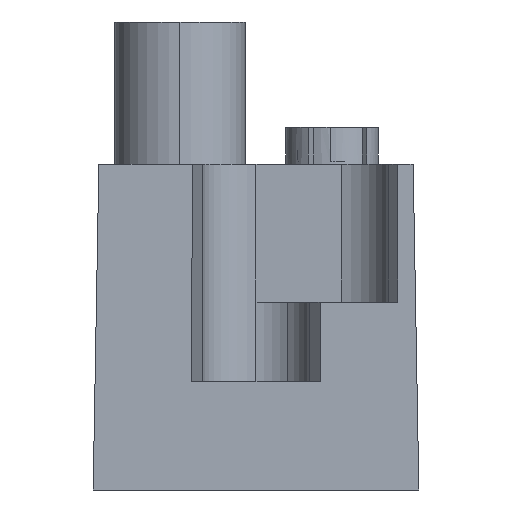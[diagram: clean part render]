
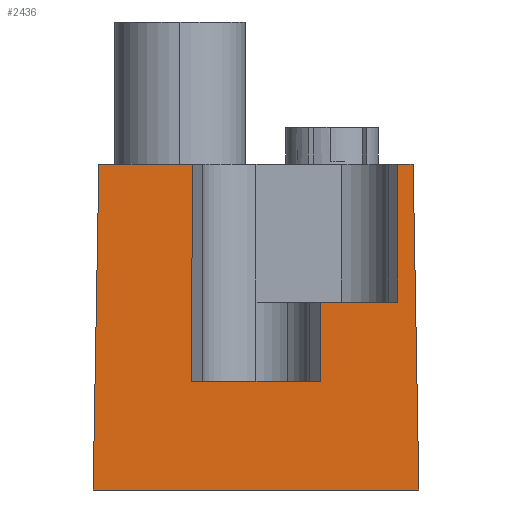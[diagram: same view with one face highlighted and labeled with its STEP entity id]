
A CAD part, front view. The second image highlights one B-rep face of the part: STEP entity #2436.
In plain terms, the highlighted planar face has unit normal (0, -1, 0.018).
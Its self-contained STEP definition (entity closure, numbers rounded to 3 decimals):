
#2377=AXIS2_PLACEMENT_3D('Plane Axis2P3D',#2374,#2375,#2376) ;
#1156=CARTESIAN_POINT('Vertex',(0.524,0.524,30.)) ;
#1161=CARTESIAN_POINT('Line Origine',(4.827,0.524,30.)) ;
#1165=CARTESIAN_POINT('Vertex',(9.129,0.524,30.)) ;
#1207=CARTESIAN_POINT('Vertex',(28.005,0.524,30.)) ;
#1210=CARTESIAN_POINT('Line Origine',(28.738,0.524,30.)) ;
#1214=CARTESIAN_POINT('Vertex',(29.47,0.524,30.)) ;
#2358=CARTESIAN_POINT('Vertex',(0.,0.,0.)) ;
#2361=CARTESIAN_POINT('Line Origine',(0.262,0.262,15.)) ;
#2374=CARTESIAN_POINT('Axis2P3D Location',(0.,0.524,30.)) ;
#2379=CARTESIAN_POINT('Line Origine',(14.997,0.,0.)) ;
#2383=CARTESIAN_POINT('Vertex',(29.994,0.,0.)) ;
#2386=CARTESIAN_POINT('Line Origine',(29.732,0.262,15.)) ;
#2391=CARTESIAN_POINT('Line Origine',(28.023,0.413,23.65)) ;
#2395=CARTESIAN_POINT('Vertex',(28.041,0.302,17.3)) ;
#2398=CARTESIAN_POINT('Line Origine',(24.472,0.302,17.3)) ;
#2402=CARTESIAN_POINT('Vertex',(20.903,0.302,17.3)) ;
#2405=CARTESIAN_POINT('Line Origine',(20.914,0.238,13.65)) ;
#2409=CARTESIAN_POINT('Vertex',(20.925,0.175,10.)) ;
#2412=CARTESIAN_POINT('Line Origine',(14.996,0.175,10.)) ;
#2416=CARTESIAN_POINT('Vertex',(9.068,0.175,10.)) ;
#2419=CARTESIAN_POINT('Line Origine',(9.099,0.349,20.)) ;
#1162=DIRECTION('Vector Direction',(-1.,0.,0.)) ;
#1211=DIRECTION('Vector Direction',(-1.,0.,0.)) ;
#2362=DIRECTION('Vector Direction',(0.017,0.017,1.)) ;
#2375=DIRECTION('Axis2P3D Direction',(0.,-1.,0.017)) ;
#2376=DIRECTION('Axis2P3D XDirection',(0.,-0.017,-1.)) ;
#2380=DIRECTION('Vector Direction',(1.,0.,0.)) ;
#2387=DIRECTION('Vector Direction',(-0.017,0.017,1.)) ;
#2392=DIRECTION('Vector Direction',(0.003,-0.017,-1.)) ;
#2399=DIRECTION('Vector Direction',(1.,0.,0.)) ;
#2406=DIRECTION('Vector Direction',(-0.003,0.017,1.)) ;
#2413=DIRECTION('Vector Direction',(1.,0.,0.)) ;
#2420=DIRECTION('Vector Direction',(-0.003,-0.017,-1.)) ;
#1163=VECTOR('Line Direction',#1162,1.) ;
#1212=VECTOR('Line Direction',#1211,1.) ;
#2363=VECTOR('Line Direction',#2362,1.) ;
#2381=VECTOR('Line Direction',#2380,1.) ;
#2388=VECTOR('Line Direction',#2387,1.) ;
#2393=VECTOR('Line Direction',#2392,1.) ;
#2400=VECTOR('Line Direction',#2399,1.) ;
#2407=VECTOR('Line Direction',#2406,1.) ;
#2414=VECTOR('Line Direction',#2413,1.) ;
#2421=VECTOR('Line Direction',#2420,1.) ;
#2425=ORIENTED_EDGE('',*,*,#2365,.F.) ;
#2426=ORIENTED_EDGE('',*,*,#2385,.T.) ;
#2427=ORIENTED_EDGE('',*,*,#2390,.T.) ;
#2428=ORIENTED_EDGE('',*,*,#1216,.T.) ;
#2429=ORIENTED_EDGE('',*,*,#2397,.T.) ;
#2430=ORIENTED_EDGE('',*,*,#2404,.F.) ;
#2431=ORIENTED_EDGE('',*,*,#2411,.F.) ;
#2432=ORIENTED_EDGE('',*,*,#2418,.F.) ;
#2433=ORIENTED_EDGE('',*,*,#2423,.F.) ;
#2434=ORIENTED_EDGE('',*,*,#1167,.T.) ;
#2436=ADVANCED_FACE('UR67',(#2435),#2378,.T.) ;
#1167=EDGE_CURVE('',#1166,#1157,#1164,.T.) ;
#1216=EDGE_CURVE('',#1215,#1208,#1213,.T.) ;
#2365=EDGE_CURVE('',#2359,#1157,#2364,.T.) ;
#2385=EDGE_CURVE('',#2359,#2384,#2382,.T.) ;
#2390=EDGE_CURVE('',#2384,#1215,#2389,.T.) ;
#2397=EDGE_CURVE('',#1208,#2396,#2394,.T.) ;
#2404=EDGE_CURVE('',#2403,#2396,#2401,.T.) ;
#2411=EDGE_CURVE('',#2410,#2403,#2408,.T.) ;
#2418=EDGE_CURVE('',#2417,#2410,#2415,.T.) ;
#2423=EDGE_CURVE('',#1166,#2417,#2422,.T.) ;
#2424=EDGE_LOOP('',(#2425,#2426,#2427,#2428,#2429,#2430,#2431,#2432,#2433,#2434)) ;
#2435=FACE_OUTER_BOUND('',#2424,.T.) ;
#1164=LINE('Line',#1161,#1163) ;
#1213=LINE('Line',#1210,#1212) ;
#2364=LINE('Line',#2361,#2363) ;
#2382=LINE('Line',#2379,#2381) ;
#2389=LINE('Line',#2386,#2388) ;
#2394=LINE('Line',#2391,#2393) ;
#2401=LINE('Line',#2398,#2400) ;
#2408=LINE('Line',#2405,#2407) ;
#2415=LINE('Line',#2412,#2414) ;
#2422=LINE('Line',#2419,#2421) ;
#2378=PLANE('',#2377) ;
#1157=VERTEX_POINT('',#1156) ;
#1166=VERTEX_POINT('',#1165) ;
#1208=VERTEX_POINT('',#1207) ;
#1215=VERTEX_POINT('',#1214) ;
#2359=VERTEX_POINT('',#2358) ;
#2384=VERTEX_POINT('',#2383) ;
#2396=VERTEX_POINT('',#2395) ;
#2403=VERTEX_POINT('',#2402) ;
#2410=VERTEX_POINT('',#2409) ;
#2417=VERTEX_POINT('',#2416) ;
